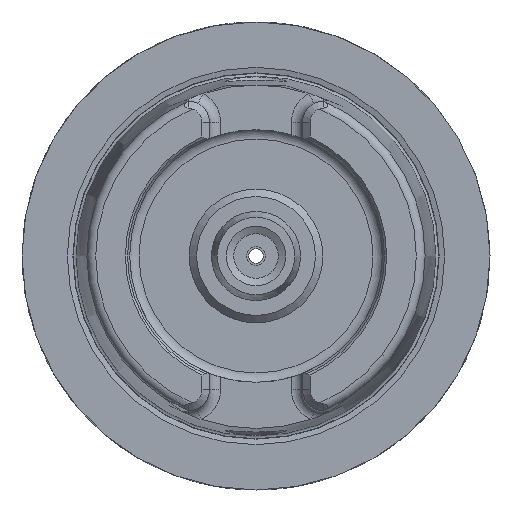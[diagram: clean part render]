
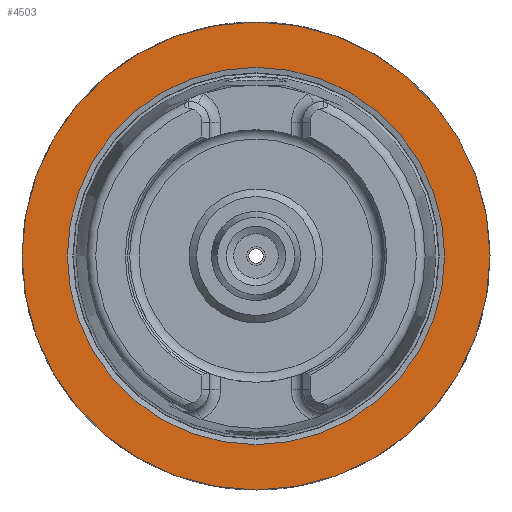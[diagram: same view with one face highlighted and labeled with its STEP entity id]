
A CAD part, left-side view. The second image highlights one B-rep face of the part: STEP entity #4503.
In plain terms, the highlighted planar face has unit normal (-1, 0, 0).
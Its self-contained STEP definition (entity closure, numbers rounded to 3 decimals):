
#3694=CARTESIAN_POINT('',(0.0,31.5,0.0));
#3695=VERTEX_POINT('',#3694);
#3696=CARTESIAN_POINT('',(0.0,0.0,0.0));
#3697=DIRECTION('',(1.0,0.0,0.0));
#3698=DIRECTION('',(0.0,1.0,0.0));
#3699=AXIS2_PLACEMENT_3D('',#3696,#3697,#3698);
#3700=CIRCLE('',#3699,31.5);
#3701=EDGE_CURVE('',#3695,#3695,#3700,.T.);
#4477=CARTESIAN_POINT('',(0.0,25.4,0.0));
#4478=VERTEX_POINT('',#4477);
#4479=CARTESIAN_POINT('',(0.0,0.0,0.0));
#4480=DIRECTION('',(1.0,0.0,0.0));
#4481=DIRECTION('',(0.0,1.0,0.0));
#4482=AXIS2_PLACEMENT_3D('',#4479,#4480,#4481);
#4483=CIRCLE('',#4482,25.4);
#4484=EDGE_CURVE('',#4478,#4478,#4483,.T.);
#4492=CARTESIAN_POINT('',(0.0,28.45,0.0));
#4493=DIRECTION('',(-1.0,0.0,0.0));
#4494=DIRECTION('',(0.0,0.0,1.0));
#4495=AXIS2_PLACEMENT_3D('',#4492,#4493,#4494);
#4496=PLANE('',#4495);
#4497=ORIENTED_EDGE('',*,*,#3701,.F.);
#4498=EDGE_LOOP('',(#4497));
#4499=FACE_OUTER_BOUND('',#4498,.T.);
#4500=ORIENTED_EDGE('',*,*,#4484,.T.);
#4501=EDGE_LOOP('',(#4500));
#4502=FACE_BOUND('',#4501,.T.);
#4503=ADVANCED_FACE('',(#4499,#4502),#4496,.T.);
